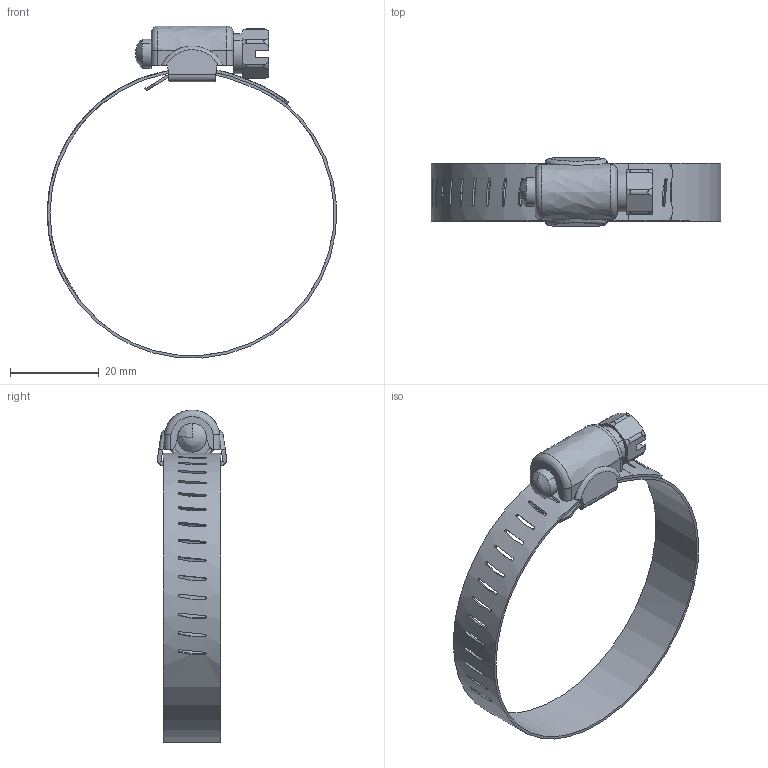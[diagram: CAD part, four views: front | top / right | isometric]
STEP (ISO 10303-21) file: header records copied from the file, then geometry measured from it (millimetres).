
FILE_DESCRIPTION((''),'2;1');
FILE_NAME('','2006-01-19T09:52:53',(''),(''),'','CADfix','');
FILE_SCHEMA(('AUTOMOTIVE_DESIGN'));
Length unit declared in the file: millimetre
Products named in the file (4): screw; holder; band; TM_144SUS_64_20841_36
Assembly tree (3 placements, depth 2):
  TM_144SUS_64_20841_36
    screw
    holder
    band
Bounding box: 65.17 x 15.63 x 74.77 mm (x, y, z)
Volume: 4043.7 mm3; surface area: 8639.5 mm2
Topology: 3 solids, 3 shells, 234 faces, 774 edges, 545 vertices
Faces by surface type: bspline 234
Entity records: 10694 total; most frequent: CARTESIAN_POINT 6069, ORIENTED_EDGE 1544, EDGE_CURVE 772, VERTEX_POINT 545, QUASI_UNIFORM_CURVE 396, B_SPLINE_CURVE_WITH_KNOTS 374, EDGE_LOOP 271, FACE_OUTER_BOUND 234
